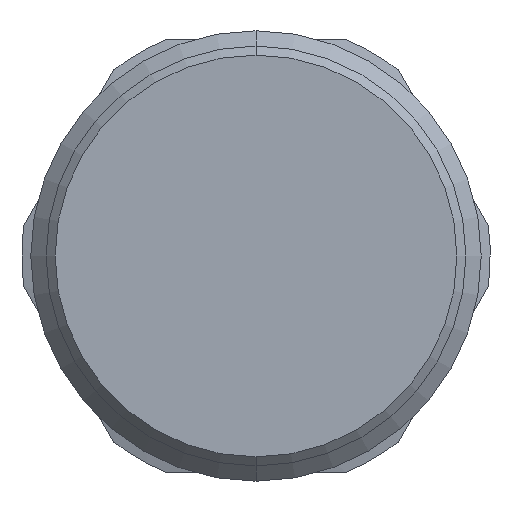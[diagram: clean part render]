
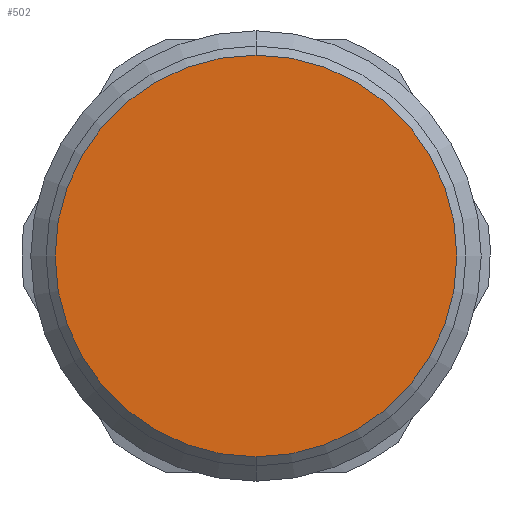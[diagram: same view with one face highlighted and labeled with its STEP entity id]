
A CAD part, front view. The second image highlights one B-rep face of the part: STEP entity #502.
In plain terms, the highlighted planar face has unit normal (0, -1, 0).
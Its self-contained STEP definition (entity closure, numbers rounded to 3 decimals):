
#502 = ADVANCED_FACE ( 'NONE', ( #2424 ), #2423, .F. ) ;
#503 = EDGE_LOOP ( 'NONE', ( #504, #506 ) ) ;
#504 = ORIENTED_EDGE ( 'NONE', *, *, #505, .T. ) ;
#505 = EDGE_CURVE ( 'NONE', #3608, #3607, #2418, .T. ) ;
#506 = ORIENTED_EDGE ( 'NONE', *, *, #3606, .T. ) ;
#2414 = DIRECTION ( 'NONE',  ( 0., 0., 1. ) ) ;
#2415 = DIRECTION ( 'NONE',  ( 0., -1., 0. ) ) ;
#2416 = CARTESIAN_POINT ( 'NONE',  ( 0., -18.5, 0. ) ) ;
#2417 = AXIS2_PLACEMENT_3D ( 'NONE', #2416, #2415, #2414 ) ;
#2418 = CIRCLE ( 'NONE', #2417, 11.15 ) ;
#2419 = DIRECTION ( 'NONE',  ( 0., 0., 1. ) ) ;
#2420 = DIRECTION ( 'NONE',  ( 0., 1., 0. ) ) ;
#2421 = CARTESIAN_POINT ( 'NONE',  ( 0., -18.5, 0. ) ) ;
#2422 = AXIS2_PLACEMENT_3D ( 'NONE', #2421, #2420, #2419 ) ;
#2423 = PLANE ( 'NONE',  #2422 ) ;
#2424 = FACE_OUTER_BOUND ( 'NONE', #503, .T. ) ;
#3171 = CARTESIAN_POINT ( 'NONE',  ( 0., -18.5, 11.15 ) ) ;
#3172 = CARTESIAN_POINT ( 'NONE',  ( 0., -18.5, -11.15 ) ) ;
#3173 = DIRECTION ( 'NONE',  ( 0., 0., 1. ) ) ;
#3174 = DIRECTION ( 'NONE',  ( 0., -1., 0. ) ) ;
#3175 = CARTESIAN_POINT ( 'NONE',  ( 0., -18.5, 0. ) ) ;
#3176 = AXIS2_PLACEMENT_3D ( 'NONE', #3175, #3174, #3173 ) ;
#3177 = CIRCLE ( 'NONE', #3176, 11.15 ) ;
#3606 = EDGE_CURVE ( 'NONE', #3607, #3608, #3177, .T. ) ;
#3607 = VERTEX_POINT ( 'NONE', #3172 ) ;
#3608 = VERTEX_POINT ( 'NONE', #3171 ) ;
